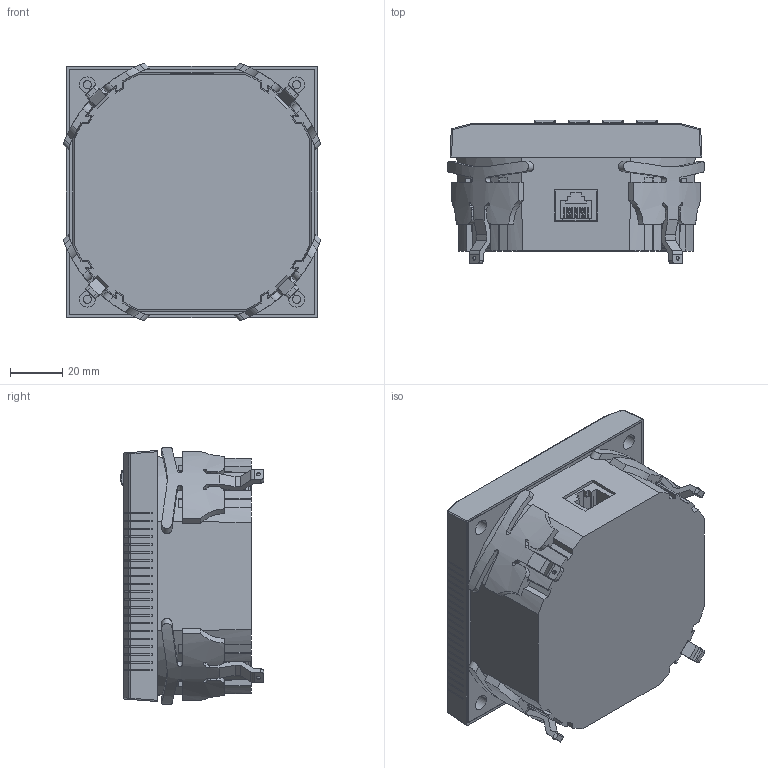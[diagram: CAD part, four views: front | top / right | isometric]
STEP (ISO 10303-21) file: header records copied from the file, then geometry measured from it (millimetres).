
FILE_DESCRIPTION((''),'2;1');
FILE_NAME('ZP1_ASM','2020-02-10T',('wyg'),(''),'PRO/ENGINEER BY PARAMETRIC TECHNOLOGY CORPORATION, 2010280','PRO/ENGINEER BY PARAMETRIC TECHNOLOGY CORPORATION, 2010280','');
FILE_SCHEMA(('CONFIG_CONTROL_DESIGN'));
Length unit declared in the file: millimetre
Products named in the file (16): XK1; DLB1; DUANZI-NEW; DLB-DZ_ASM; SK1; YEJINGBAN; BEIGB; YEJING; XJ; GAI; TD07XA; YJ_ASM; BL; BL2; KAZI; ZP1_ASM
Assembly tree (24 placements, depth 3):
  ZP1_ASM
    XK1
    DLB-DZ_ASM
      DLB1
      DUANZI-NEW
    SK1
    YJ_ASM
      YEJINGBAN
      BEIGB
      YEJING
      XJ
      GAI  x4
      TD07XA  x4
    BL
    BL2
    KAZI  x4
Bounding box: 98.53 x 54.75 x 98.53 mm (x, y, z)
Volume: 134363.7 mm3; surface area: 145962.3 mm2
Topology: 22 solids, 23 shells, 2001 faces, 5660 edges, 3681 vertices
Faces by surface type: plane 1282, cylinder 515, sphere 92, bspline 50, torus 50, cone 12
Entity records: 50960 total; most frequent: CARTESIAN_POINT 11224, ORIENTED_EDGE 8402, DIRECTION 8070, EDGE_CURVE 4215, VECTOR 2896, LINE 2896, VERTEX_POINT 2787, AXIS2_PLACEMENT_3D 2587
